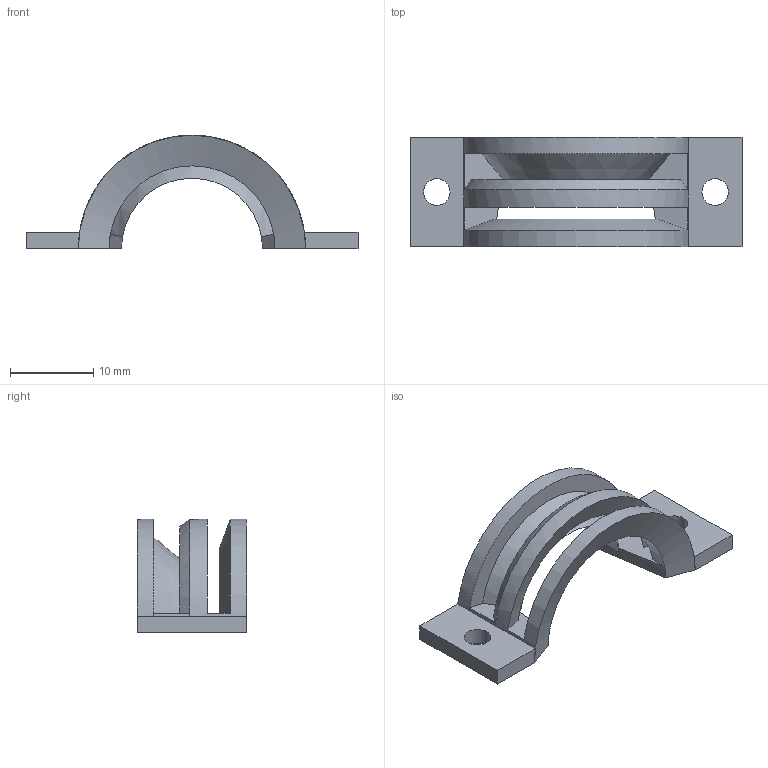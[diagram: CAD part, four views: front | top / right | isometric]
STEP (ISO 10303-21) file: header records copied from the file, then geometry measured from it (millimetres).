
FILE_DESCRIPTION(/* description */ (''),/* implementation_level */ '2;1');
FILE_NAME(/* name */ 'Mscular_fillet_buckles_long.step',/* time_stamp */ '2021-05-21T10:19:15+02:00',/* author */ (''),/* organization */ (''),/* preprocessor_version */ 'ST-DEVELOPER v18.1',/* originating_system */ 'Autodesk Translation Framework v10.6.0.1341',/* authorisation */ '');
FILE_SCHEMA (('AUTOMOTIVE_DESIGN { 1 0 10303 214 3 1 1 }'));
Length unit declared in the file: millimetre
Products named in the file (2): Pièces filet; serrage_urètre
Assembly tree (1 placements, depth 2):
  Pièces filet
    serrage_urètre
Bounding box: 40 x 13.21 x 13.7 mm (x, y, z)
Volume: 1421.7 mm3; surface area: 2016.6 mm2
Topology: 1 solids, 1 shells, 30 faces, 91 edges, 60 vertices
Faces by surface type: plane 14, cone 11, cylinder 5
Full cylindrical faces by diameter (mm): 3.2 x2
Entity records: 1093 total; most frequent: CARTESIAN_POINT 188, ORIENTED_EDGE 182, DIRECTION 182, EDGE_CURVE 91, LINE 62, VECTOR 62, VERTEX_POINT 60, AXIS2_PLACEMENT_3D 60
